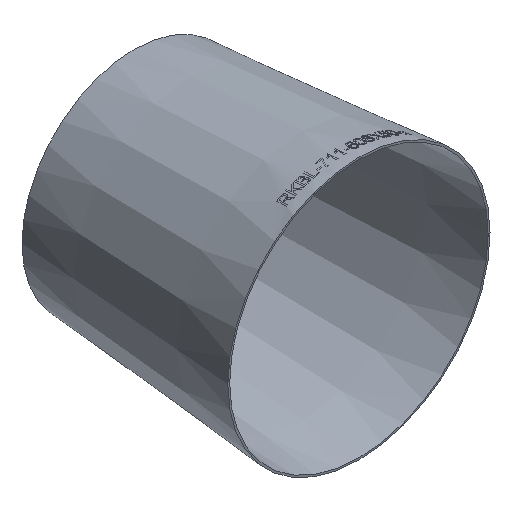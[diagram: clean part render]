
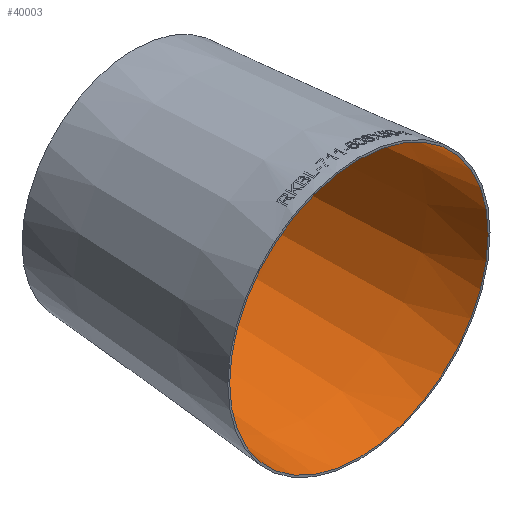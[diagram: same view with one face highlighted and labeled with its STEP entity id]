
A CAD part, isometric view. The second image highlights one B-rep face of the part: STEP entity #40003.
In plain terms, the highlighted conical face has half-angle 4.835 degrees and reference radius 350.582 mm.
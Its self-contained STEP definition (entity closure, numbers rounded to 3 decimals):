
#637 = DIRECTION ( 'NONE',  ( 0., -1., 0. ) ) ;
#1433 = DIRECTION ( 'NONE',  ( 0., 0., -1. ) ) ;
#2202 = CIRCLE ( 'NONE', #4392, 298.982 ) ;
#3485 = DIRECTION ( 'NONE',  ( 0., -1., 0. ) ) ;
#4392 = AXIS2_PLACEMENT_3D ( 'NONE', #32822, #11865, #1433 ) ;
#6611 = ORIENTED_EDGE ( 'NONE', *, *, #39286, .F. ) ;
#11865 = DIRECTION ( 'NONE',  ( 0., -1., 0. ) ) ;
#13485 = FACE_OUTER_BOUND ( 'NONE', #43127, .T. ) ;
#14830 = CONICAL_SURFACE ( 'NONE', #25985, 350.582, 0.084 ) ;
#16851 = ORIENTED_EDGE ( 'NONE', *, *, #19815, .T. ) ;
#17681 = DIRECTION ( 'NONE',  ( 0., 0., -1. ) ) ;
#19815 = EDGE_CURVE ( 'NONE', #20756, #20756, #21299, .T. ) ;
#20756 = VERTEX_POINT ( 'NONE', #34942 ) ;
#21299 = CIRCLE ( 'NONE', #44316, 350.582 ) ;
#23325 = EDGE_LOOP ( 'NONE', ( #6611 ) ) ;
#23329 = CARTESIAN_POINT ( 'NONE',  ( 0., 610., -298.982 ) ) ;
#25985 = AXIS2_PLACEMENT_3D ( 'NONE', #35337, #3485, #17681 ) ;
#32500 = CARTESIAN_POINT ( 'NONE',  ( 0., 0., 0. ) ) ;
#32822 = CARTESIAN_POINT ( 'NONE',  ( 0., 610., 0. ) ) ;
#34887 = FACE_BOUND ( 'NONE', #23325, .T. ) ;
#34942 = CARTESIAN_POINT ( 'NONE',  ( 0., 0., -350.582 ) ) ;
#35337 = CARTESIAN_POINT ( 'NONE',  ( 0., 0., 0. ) ) ;
#39286 = EDGE_CURVE ( 'NONE', #41014, #41014, #2202, .T. ) ;
#40003 = ADVANCED_FACE ( 'NONE', ( #34887, #13485 ), #14830, .F. ) ;
#41014 = VERTEX_POINT ( 'NONE', #23329 ) ;
#42961 = DIRECTION ( 'NONE',  ( 0., 0., -1. ) ) ;
#43127 = EDGE_LOOP ( 'NONE', ( #16851 ) ) ;
#44316 = AXIS2_PLACEMENT_3D ( 'NONE', #32500, #637, #42961 ) ;
